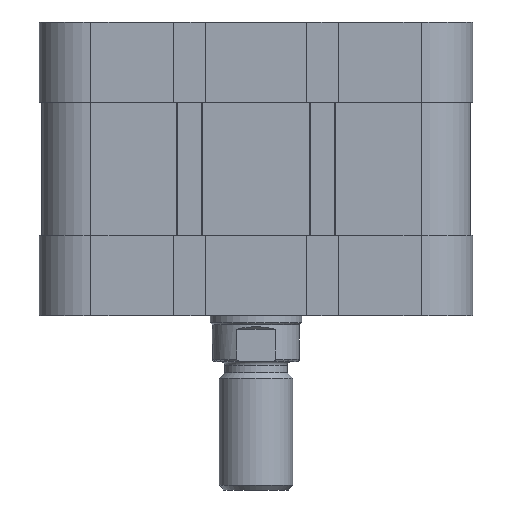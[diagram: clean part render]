
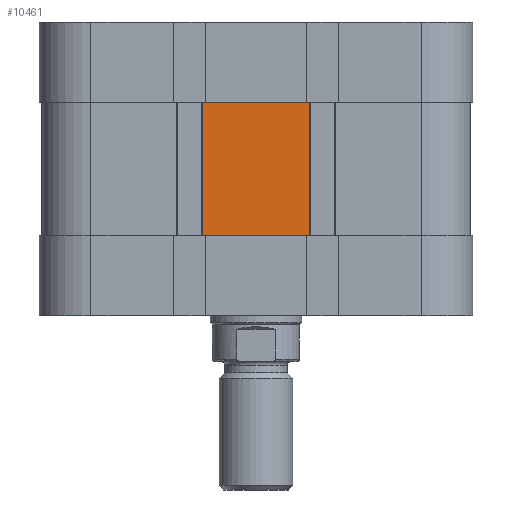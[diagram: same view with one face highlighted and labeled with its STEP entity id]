
A CAD part, front view. The second image highlights one B-rep face of the part: STEP entity #10461.
In plain terms, the highlighted planar face has unit normal (0, -1, 0).
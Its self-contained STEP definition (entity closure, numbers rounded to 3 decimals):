
#606=LINE('',#18068,#1396);
#680=LINE('',#18410,#1470);
#830=LINE('',#18840,#1620);
#831=LINE('',#18842,#1621);
#1396=VECTOR('',#13475,23.3);
#1470=VECTOR('',#13745,23.3);
#1620=VECTOR('',#14241,29.);
#1621=VECTOR('',#14244,29.);
#2321=PLANE('',#11514);
#3102=FACE_OUTER_BOUND('',#3912,.T.);
#3912=EDGE_LOOP('',(#9499,#9500,#9501,#9502));
#5225=VERTEX_POINT('',#18065);
#5226=VERTEX_POINT('',#18067);
#5395=VERTEX_POINT('',#18407);
#5396=VERTEX_POINT('',#18409);
#6487=EDGE_CURVE('',#5225,#5226,#606,.T.);
#6657=EDGE_CURVE('',#5396,#5395,#680,.T.);
#6871=EDGE_CURVE('',#5225,#5396,#830,.T.);
#6872=EDGE_CURVE('',#5226,#5395,#831,.T.);
#9499=ORIENTED_EDGE('',*,*,#6657,.T.);
#9500=ORIENTED_EDGE('',*,*,#6872,.F.);
#9501=ORIENTED_EDGE('',*,*,#6487,.F.);
#9502=ORIENTED_EDGE('',*,*,#6871,.T.);
#10461=ADVANCED_FACE('',(#3102),#2321,.T.);
#11514=AXIS2_PLACEMENT_3D('',#18841,#14242,#14243);
#13475=DIRECTION('',(-1.,0.,0.));
#13745=DIRECTION('',(-1.,0.,0.));
#14241=DIRECTION('',(0.,0.,1.));
#14242=DIRECTION('center_axis',(0.,-1.,0.));
#14243=DIRECTION('ref_axis',(0.,0.,-1.));
#14244=DIRECTION('',(0.,0.,1.));
#18065=CARTESIAN_POINT('',(11.65,-46.75,-29.));
#18067=CARTESIAN_POINT('',(-11.65,-46.75,-29.));
#18068=CARTESIAN_POINT('',(11.65,-46.75,-29.));
#18407=CARTESIAN_POINT('',(-11.65,-46.75,0.));
#18409=CARTESIAN_POINT('',(11.65,-46.75,0.));
#18410=CARTESIAN_POINT('',(11.65,-46.75,0.));
#18840=CARTESIAN_POINT('',(11.65,-46.75,-29.));
#18841=CARTESIAN_POINT('Origin',(11.65,-46.75,-29.));
#18842=CARTESIAN_POINT('',(-11.65,-46.75,-29.));
